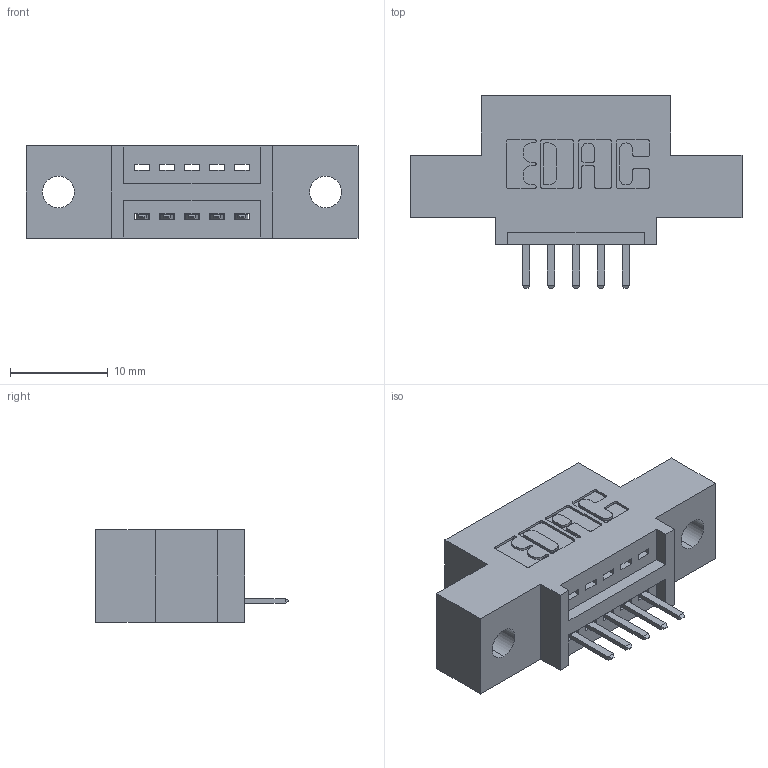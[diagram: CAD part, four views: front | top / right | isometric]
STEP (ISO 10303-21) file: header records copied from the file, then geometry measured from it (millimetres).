
FILE_DESCRIPTION (( 'STEP AP203' ), '1' );
FILE_NAME ('345-005-520-402.STEP', '2019-10-03T13:47:51', ( '' ), ( '' ), 'SwSTEP 2.0', 'SolidWorks 2016', '' );
FILE_SCHEMA (( 'CONFIG_CONTROL_DESIGN' ));
Length unit declared in the file: inch
Products named in the file (3): 345-005-520-402; 345-292-001_345-293-120; 345 Part_0.110 Offset - 0.128 Dia
Assembly tree (6 placements, depth 2):
  345-005-520-402
    345 Part_0.110 Offset - 0.128 Dia
    345-292-001_345-293-120  x5
Bounding box: 33.91 x 19.68 x 9.4 mm (x, y, z)
Volume: 2793.2 mm3; surface area: 2972.4 mm2
Topology: 6 solids, 6 shells, 440 faces, 1273 edges, 834 vertices
Faces by surface type: plane 294, cylinder 146
Entity records: 8993 total; most frequent: CARTESIAN_POINT 1579, ORIENTED_EDGE 1506, DIRECTION 1419, EDGE_CURVE 753, VECTOR 597, LINE 597, VERTEX_POINT 498, AXIS2_PLACEMENT_3D 411
